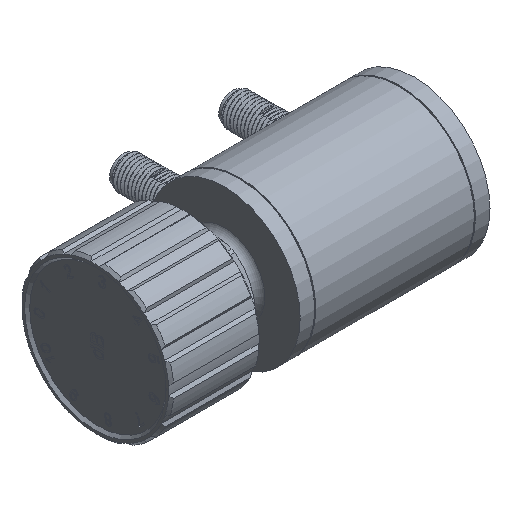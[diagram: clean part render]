
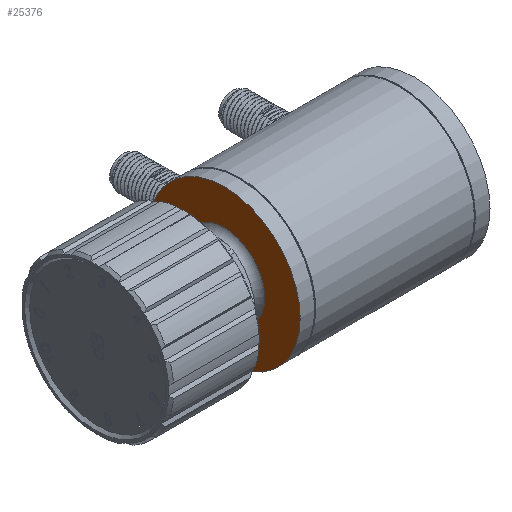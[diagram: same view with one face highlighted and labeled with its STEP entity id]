
A CAD part, isometric view. The second image highlights one B-rep face of the part: STEP entity #25376.
In plain terms, the highlighted planar face has unit normal (-1, 0, 0).
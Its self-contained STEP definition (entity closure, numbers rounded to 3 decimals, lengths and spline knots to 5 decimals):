
#429 = VERTEX_POINT ( 'NONE', #26938 ) ;
#1343 = FACE_BOUND ( 'NONE', #37899, .T. ) ;
#5582 = CARTESIAN_POINT ( 'NONE',  ( 1.00339, 0.31487, 0. ) ) ;
#8832 = FACE_OUTER_BOUND ( 'NONE', #13672, .T. ) ;
#13672 = EDGE_LOOP ( 'NONE', ( #15115 ) ) ;
#14234 = DIRECTION ( 'NONE',  ( 0., 0., -1. ) ) ;
#15115 = ORIENTED_EDGE ( 'NONE', *, *, #40929, .F. ) ;
#15175 = VERTEX_POINT ( 'NONE', #19183 ) ;
#17227 = CARTESIAN_POINT ( 'NONE',  ( 1.00339, 0., 0. ) ) ;
#18157 = ORIENTED_EDGE ( 'NONE', *, *, #26279, .T. ) ;
#18386 = CIRCLE ( 'NONE', #23172, 0.31487 ) ;
#19183 = CARTESIAN_POINT ( 'NONE',  ( 1.00339, 0., -0.59055 ) ) ;
#23172 = AXIS2_PLACEMENT_3D ( 'NONE', #17227, #32734, #44241 ) ;
#25376 = ADVANCED_FACE ( 'NONE', ( #1343, #8832 ), #39601, .T. ) ;
#26279 = EDGE_CURVE ( 'NONE', #429, #429, #18386, .T. ) ;
#26938 = CARTESIAN_POINT ( 'NONE',  ( 1.00339, 0., -0.31487 ) ) ;
#29010 = CARTESIAN_POINT ( 'NONE',  ( 1.00339, 0., 0. ) ) ;
#32734 = DIRECTION ( 'NONE',  ( 1., 0., 0. ) ) ;
#37899 = EDGE_LOOP ( 'NONE', ( #18157 ) ) ;
#38556 = AXIS2_PLACEMENT_3D ( 'NONE', #29010, #40501, #14234 ) ;
#39100 = DIRECTION ( 'NONE',  ( -1., 0., 0. ) ) ;
#39601 = PLANE ( 'NONE',  #47391 ) ;
#40501 = DIRECTION ( 'NONE',  ( 1., 0., 0. ) ) ;
#40929 = EDGE_CURVE ( 'NONE', #15175, #15175, #44163, .T. ) ;
#43598 = DIRECTION ( 'NONE',  ( 0., 0., 1. ) ) ;
#44163 = CIRCLE ( 'NONE', #38556, 0.59055 ) ;
#44241 = DIRECTION ( 'NONE',  ( 0., 0., -1. ) ) ;
#47391 = AXIS2_PLACEMENT_3D ( 'NONE', #5582, #39100, #43598 ) ;
